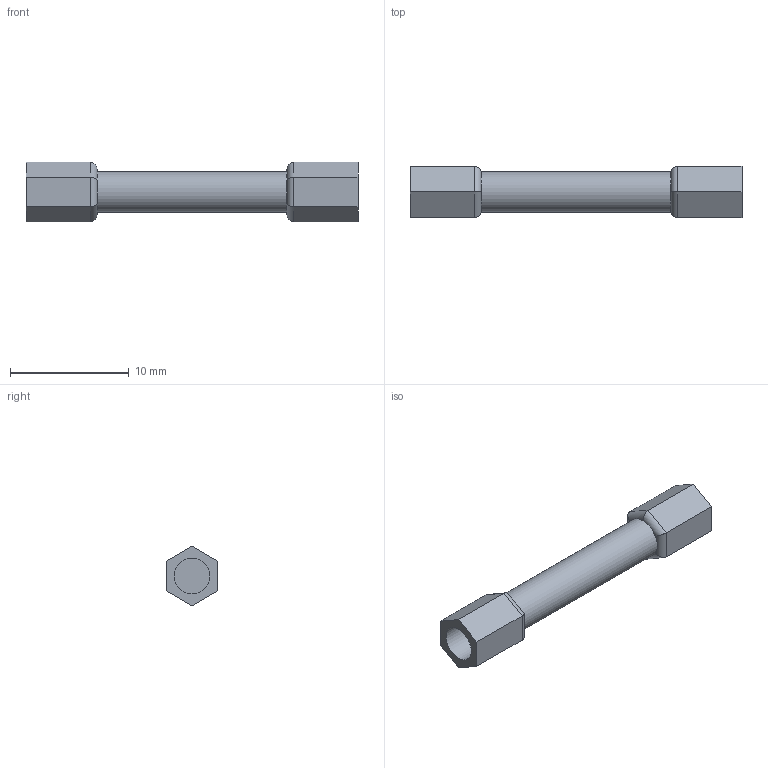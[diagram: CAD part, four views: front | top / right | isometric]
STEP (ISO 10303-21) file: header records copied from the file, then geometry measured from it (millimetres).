
FILE_DESCRIPTION(('FreeCAD Model'),'2;1');
FILE_NAME('Open CASCADE Shape Model','2023-11-24T10:13:36',(''),(''), 'Open CASCADE STEP processor 7.6','FreeCAD','Unknown');
FILE_SCHEMA(('AUTOMOTIVE_DESIGN { 1 0 10303 214 1 1 1 1 }'));
Length unit declared in the file: millimetre
Products named in the file (1): standoff_001
Bounding box: 28 x 4.33 x 5 mm (x, y, z)
Volume: 253.1 mm3; surface area: 510.8 mm2
Topology: 3 solids, 3 shells, 33 faces, 69 edges, 42 vertices
Faces by surface type: plane 18, cylinder 15
Full cylindrical faces by diameter (mm): 3 x2, 3.4 x1
Entity records: 1932 total; most frequent: CARTESIAN_POINT 475, DIRECTION 269, LINE 159, VECTOR 159, ORIENTED_EDGE 138, PCURVE 138, DEFINITIONAL_REPRESENTATION 138, EDGE_CURVE 69
